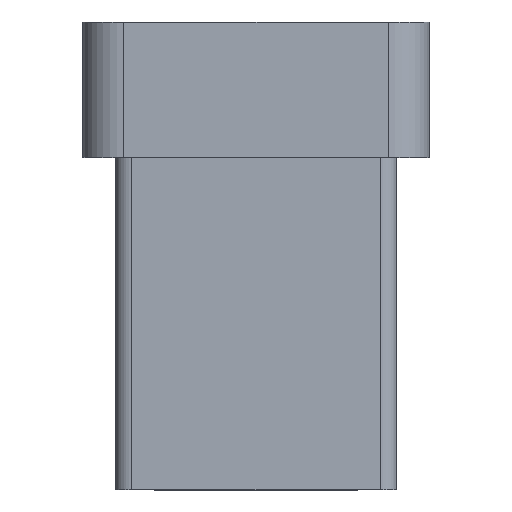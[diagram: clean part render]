
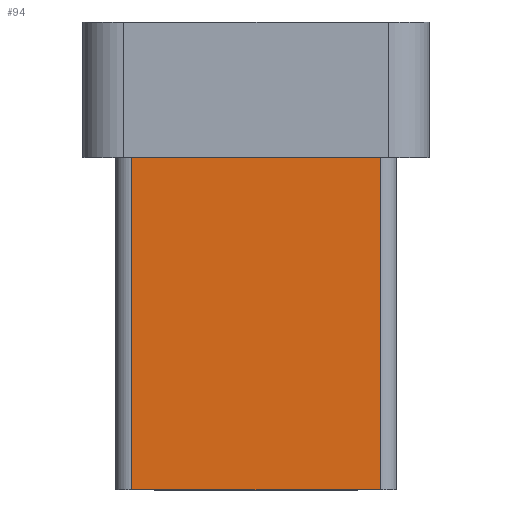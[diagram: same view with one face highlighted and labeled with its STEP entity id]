
A CAD part, top view. The second image highlights one B-rep face of the part: STEP entity #94.
In plain terms, the highlighted planar face has unit normal (0, 0, 1).
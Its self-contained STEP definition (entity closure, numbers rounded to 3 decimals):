
#94 = ADVANCED_FACE( '', ( #207 ), #208, .F. );
#207 = FACE_OUTER_BOUND( '', #336, .T. );
#208 = PLANE( '', #337 );
#336 = EDGE_LOOP( '', ( #565, #566, #567, #568 ) );
#337 = AXIS2_PLACEMENT_3D( '', #569, #570, #571 );
#565 = ORIENTED_EDGE( '', *, *, #808, .T. );
#566 = ORIENTED_EDGE( '', *, *, #848, .F. );
#567 = ORIENTED_EDGE( '', *, *, #879, .F. );
#568 = ORIENTED_EDGE( '', *, *, #819, .T. );
#569 = CARTESIAN_POINT( '', ( -3.025, -8.1, 0.9 ) );
#570 = DIRECTION( '', ( 0., 0., -1. ) );
#571 = DIRECTION( '', ( -1., 0., 0. ) );
#808 = EDGE_CURVE( '', #954, #974, #976, .T. );
#819 = EDGE_CURVE( '', #995, #954, #996, .T. );
#848 = EDGE_CURVE( '', #1043, #974, #1045, .T. );
#879 = EDGE_CURVE( '', #995, #1043, #1087, .T. );
#954 = VERTEX_POINT( '', #1178 );
#974 = VERTEX_POINT( '', #1203 );
#976 = LINE( '', #1205, #1206 );
#995 = VERTEX_POINT( '', #1229 );
#996 = LINE( '', #1230, #1231 );
#1043 = VERTEX_POINT( '', #1296 );
#1045 = LINE( '', #1298, #1299 );
#1087 = LINE( '', #1359, #1360 );
#1178 = CARTESIAN_POINT( '', ( 3.025, 0., 0.9 ) );
#1203 = CARTESIAN_POINT( '', ( -3.025, 0., 0.9 ) );
#1205 = CARTESIAN_POINT( '', ( -3.025, 0., 0.9 ) );
#1206 = VECTOR( '', #1491, 1000. );
#1229 = CARTESIAN_POINT( '', ( 3.025, -8.1, 0.9 ) );
#1230 = CARTESIAN_POINT( '', ( 3.025, -8.1, 0.9 ) );
#1231 = VECTOR( '', #1508, 1000. );
#1296 = CARTESIAN_POINT( '', ( -3.025, -8.1, 0.9 ) );
#1298 = CARTESIAN_POINT( '', ( -3.025, -8.1, 0.9 ) );
#1299 = VECTOR( '', #1539, 1000. );
#1359 = CARTESIAN_POINT( '', ( -3.025, -8.1, 0.9 ) );
#1360 = VECTOR( '', #1573, 1000. );
#1491 = DIRECTION( '', ( -1., 0., 0. ) );
#1508 = DIRECTION( '', ( 0., 1., 0. ) );
#1539 = DIRECTION( '', ( 0., 1., 0. ) );
#1573 = DIRECTION( '', ( -1., 0., 0. ) );
